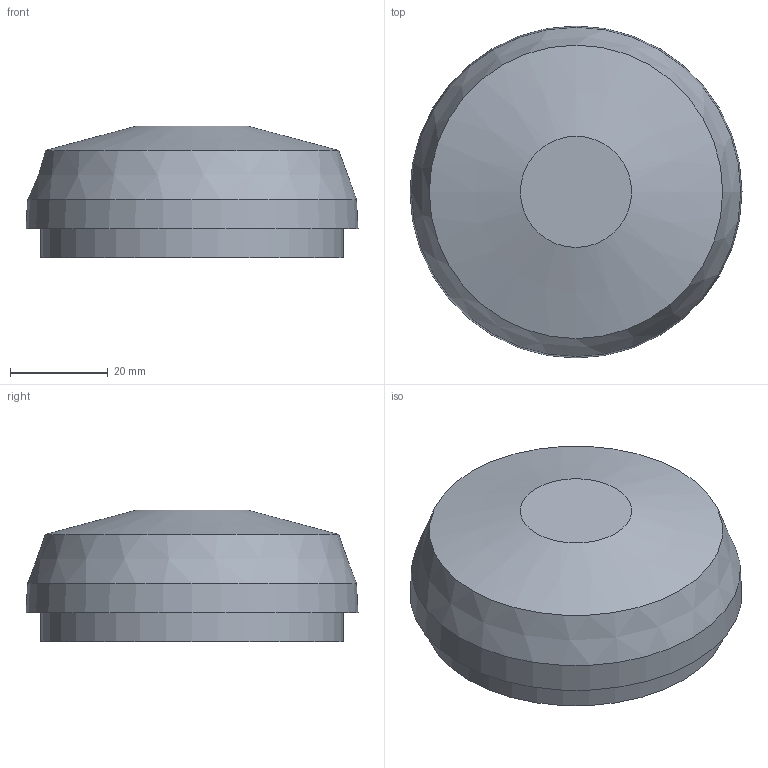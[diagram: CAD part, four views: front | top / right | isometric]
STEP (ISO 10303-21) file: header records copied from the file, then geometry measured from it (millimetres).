
FILE_DESCRIPTION(/* description */ (''),/* implementation_level */ '2;1');
FILE_NAME(/* name */ 'RTG Cover.stp',/* time_stamp */ '2020-12-05T17:49:13+01:00',/* author */ (''),/* organization */ (''),/* preprocessor_version */ 'ST-DEVELOPER v18.1',/* originating_system */ 'Autodesk Translation Framework v9.3.0.1241',/* authorisation */ '');
FILE_SCHEMA (('AUTOMOTIVE_DESIGN { 1 0 10303 214 3 1 1 }'));
Length unit declared in the file: millimetre
Products named in the file (1): RTG Cover
Bounding box: 68 x 68 x 27 mm (x, y, z)
Volume: 18289.1 mm3; surface area: 14741.5 mm2
Topology: 1 solids, 1 shells, 11 faces, 17 edges, 10 vertices
Faces by surface type: cone 5, plane 4, cylinder 2
Full cylindrical faces by diameter (mm): 59 x1, 62 x1
Entity records: 289 total; most frequent: DIRECTION 51, CARTESIAN_POINT 39, ORIENTED_EDGE 34, AXIS2_PLACEMENT_3D 22, EDGE_CURVE 17, EDGE_LOOP 13, FACE_OUTER_BOUND 11, ADVANCED_FACE 11
